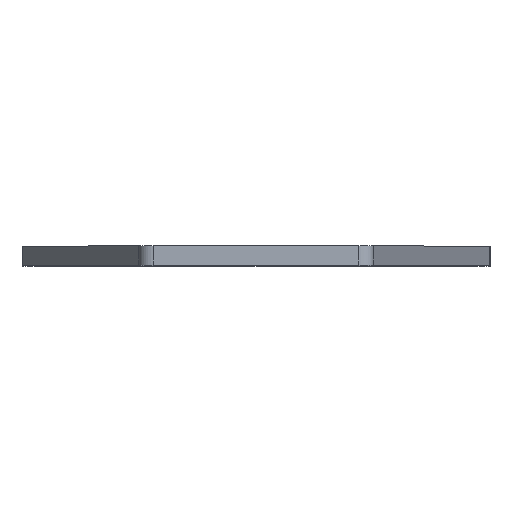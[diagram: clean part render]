
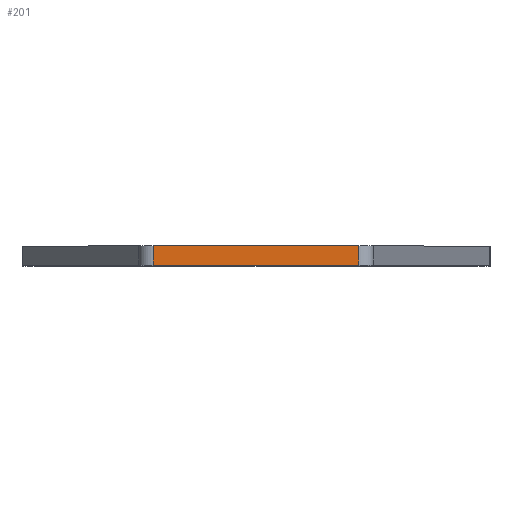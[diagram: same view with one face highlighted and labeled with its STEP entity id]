
A CAD part, top view. The second image highlights one B-rep face of the part: STEP entity #201.
In plain terms, the highlighted planar face has unit normal (0, 0, 1).
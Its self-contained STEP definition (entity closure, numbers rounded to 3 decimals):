
#31 = ORIENTED_EDGE ( 'NONE', *, *, #764, .T. ) ;
#33 = DIRECTION ( 'NONE',  ( 0., 1., 0. ) ) ;
#41 = CARTESIAN_POINT ( 'NONE',  ( -23., 0., 123. ) ) ;
#48 = CARTESIAN_POINT ( 'NONE',  ( -23., 0., 123. ) ) ;
#167 = EDGE_CURVE ( 'NONE', #472, #422, #392, .T. ) ;
#193 = DIRECTION ( 'NONE',  ( 1., 0., 0. ) ) ;
#201 = ADVANCED_FACE ( 'NONE', ( #233 ), #695, .T. ) ;
#223 = VECTOR ( 'NONE', #33, 1000. ) ;
#228 = VERTEX_POINT ( 'NONE', #402 ) ;
#233 = FACE_OUTER_BOUND ( 'NONE', #494, .T. ) ;
#284 = DIRECTION ( 'NONE',  ( 1., 0., 0. ) ) ;
#292 = VERTEX_POINT ( 'NONE', #415 ) ;
#307 = ORIENTED_EDGE ( 'NONE', *, *, #560, .F. ) ;
#318 = CARTESIAN_POINT ( 'NONE',  ( -23., 4., 123. ) ) ;
#321 = CARTESIAN_POINT ( 'NONE',  ( 21.096, 0., 123. ) ) ;
#367 = CARTESIAN_POINT ( 'NONE',  ( -21.096, 0., 123. ) ) ;
#386 = LINE ( 'NONE', #740, #735 ) ;
#392 = LINE ( 'NONE', #48, #539 ) ;
#402 = CARTESIAN_POINT ( 'NONE',  ( -21.096, 4., 123. ) ) ;
#415 = CARTESIAN_POINT ( 'NONE',  ( 21.096, 4., 123. ) ) ;
#422 = VERTEX_POINT ( 'NONE', #536 ) ;
#472 = VERTEX_POINT ( 'NONE', #367 ) ;
#494 = EDGE_LOOP ( 'NONE', ( #307, #709, #627, #31 ) ) ;
#514 = DIRECTION ( 'NONE',  ( 0., 0., 1. ) ) ;
#536 = CARTESIAN_POINT ( 'NONE',  ( 21.096, 0., 123. ) ) ;
#539 = VECTOR ( 'NONE', #284, 1000. ) ;
#558 = DIRECTION ( 'NONE',  ( 0., 1., 0. ) ) ;
#560 = EDGE_CURVE ( 'NONE', #228, #292, #748, .T. ) ;
#566 = LINE ( 'NONE', #321, #223 ) ;
#579 = EDGE_CURVE ( 'NONE', #472, #228, #386, .T. ) ;
#605 = VECTOR ( 'NONE', #193, 1000. ) ;
#627 = ORIENTED_EDGE ( 'NONE', *, *, #167, .T. ) ;
#671 = AXIS2_PLACEMENT_3D ( 'NONE', #41, #514, #767 ) ;
#695 = PLANE ( 'NONE',  #671 ) ;
#709 = ORIENTED_EDGE ( 'NONE', *, *, #579, .F. ) ;
#735 = VECTOR ( 'NONE', #558, 1000. ) ;
#740 = CARTESIAN_POINT ( 'NONE',  ( -21.096, 0., 123. ) ) ;
#748 = LINE ( 'NONE', #318, #605 ) ;
#764 = EDGE_CURVE ( 'NONE', #422, #292, #566, .T. ) ;
#767 = DIRECTION ( 'NONE',  ( 1., 0., 0. ) ) ;
